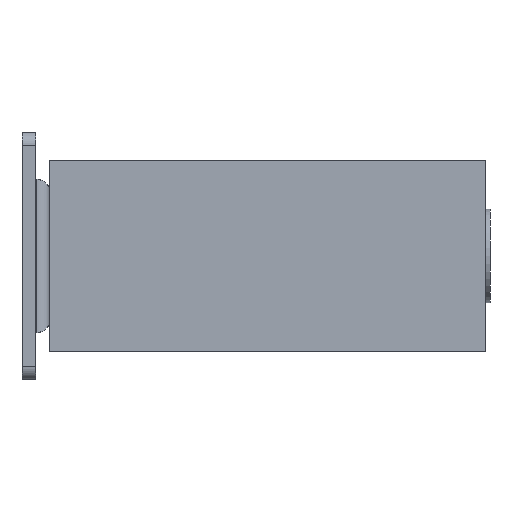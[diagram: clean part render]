
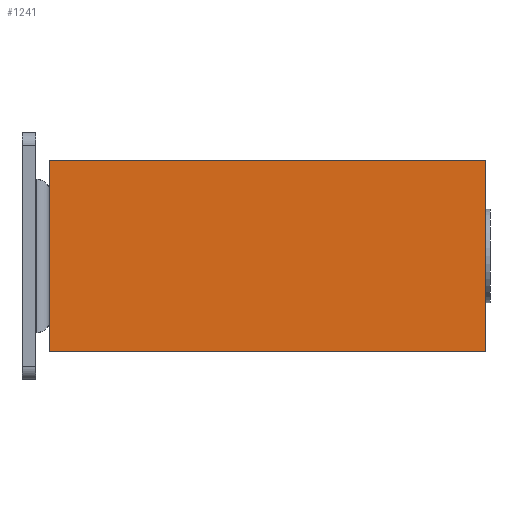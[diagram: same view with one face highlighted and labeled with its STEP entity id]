
A CAD part, left-side view. The second image highlights one B-rep face of the part: STEP entity #1241.
In plain terms, the highlighted planar face has unit normal (-1, 0, 0).
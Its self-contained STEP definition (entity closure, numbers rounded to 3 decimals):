
#16 = CARTESIAN_POINT ( 'NONE',  ( -22.5, 0., -22.5 ) ) ;
#49 = DIRECTION ( 'NONE',  ( 0., -1., 0. ) ) ;
#65 = PLANE ( 'NONE',  #202 ) ;
#77 = DIRECTION ( 'NONE',  ( 0., 0., -1. ) ) ;
#202 = AXIS2_PLACEMENT_3D ( 'NONE', #1288, #1828, #77 ) ;
#230 = FACE_OUTER_BOUND ( 'NONE', #397, .T. ) ;
#348 = VERTEX_POINT ( 'NONE', #1331 ) ;
#397 = EDGE_LOOP ( 'NONE', ( #1030, #756, #1389, #513 ) ) ;
#429 = DIRECTION ( 'NONE',  ( 0., 0., 1. ) ) ;
#480 = CARTESIAN_POINT ( 'NONE',  ( -22.5, 102.5, 22.5 ) ) ;
#513 = ORIENTED_EDGE ( 'NONE', *, *, #615, .T. ) ;
#536 = LINE ( 'NONE', #1945, #1579 ) ;
#565 = LINE ( 'NONE', #1265, #1931 ) ;
#615 = EDGE_CURVE ( 'NONE', #1591, #348, #536, .T. ) ;
#671 = VERTEX_POINT ( 'NONE', #2144 ) ;
#754 = EDGE_CURVE ( 'NONE', #1591, #1602, #565, .T. ) ;
#756 = ORIENTED_EDGE ( 'NONE', *, *, #1801, .F. ) ;
#1030 = ORIENTED_EDGE ( 'NONE', *, *, #2214, .T. ) ;
#1052 = DIRECTION ( 'NONE',  ( 0., -1., 0. ) ) ;
#1114 = LINE ( 'NONE', #1784, #1279 ) ;
#1241 = ADVANCED_FACE ( 'NONE', ( #230 ), #65, .F. ) ;
#1265 = CARTESIAN_POINT ( 'NONE',  ( -22.5, 102.5, -22.5 ) ) ;
#1279 = VECTOR ( 'NONE', #49, 1000. ) ;
#1288 = CARTESIAN_POINT ( 'NONE',  ( -22.5, 102.5, -22.5 ) ) ;
#1331 = CARTESIAN_POINT ( 'NONE',  ( -22.5, 0., -22.5 ) ) ;
#1389 = ORIENTED_EDGE ( 'NONE', *, *, #754, .F. ) ;
#1423 = VECTOR ( 'NONE', #2111, 1000. ) ;
#1579 = VECTOR ( 'NONE', #1052, 1000. ) ;
#1591 = VERTEX_POINT ( 'NONE', #1841 ) ;
#1602 = VERTEX_POINT ( 'NONE', #480 ) ;
#1746 = LINE ( 'NONE', #16, #1423 ) ;
#1784 = CARTESIAN_POINT ( 'NONE',  ( -22.5, 102.5, 22.5 ) ) ;
#1801 = EDGE_CURVE ( 'NONE', #1602, #671, #1114, .T. ) ;
#1828 = DIRECTION ( 'NONE',  ( 1., 0., 0. ) ) ;
#1841 = CARTESIAN_POINT ( 'NONE',  ( -22.5, 102.5, -22.5 ) ) ;
#1931 = VECTOR ( 'NONE', #429, 1000. ) ;
#1945 = CARTESIAN_POINT ( 'NONE',  ( -22.5, 102.5, -22.5 ) ) ;
#2111 = DIRECTION ( 'NONE',  ( 0., 0., 1. ) ) ;
#2144 = CARTESIAN_POINT ( 'NONE',  ( -22.5, 0., 22.5 ) ) ;
#2214 = EDGE_CURVE ( 'NONE', #348, #671, #1746, .T. ) ;
